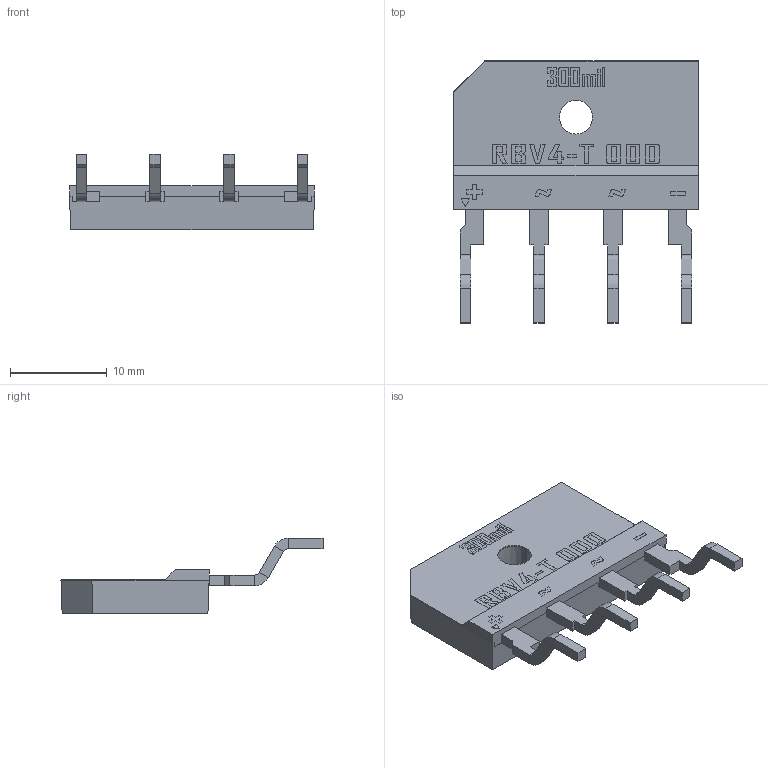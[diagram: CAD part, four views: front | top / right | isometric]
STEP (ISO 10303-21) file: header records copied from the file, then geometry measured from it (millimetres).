
FILE_DESCRIPTION (( 'STEP AP214' ), '1' );
FILE_NAME ('RBV4___RBV4-T__.STEP', '2023-03-02T16:41:53', ( '' ), ( '' ), 'SwSTEP 2.0', 'SolidWorks 2020', '' );
FILE_SCHEMA (( 'AUTOMOTIVE_DESIGN' ));
Length unit declared in the file: millimetre
Products named in the file (1): RBV4___RBV4-T__
Bounding box: 25.3 x 27.07 x 7.81 mm (x, y, z)
Volume: 1490.2 mm3; surface area: 1373.7 mm2
Topology: 1 solids, 1 shells, 388 faces, 999 edges, 641 vertices
Faces by surface type: plane 317, bspline 51, cylinder 18, cone 2
Entity records: 16300 total; most frequent: CARTESIAN_POINT 3944, ORIENTED_EDGE 1998, DIRECTION 1611, EDGE_CURVE 999, VECTOR 859, LINE 859, VERTEX_POINT 641, EDGE_LOOP 418
